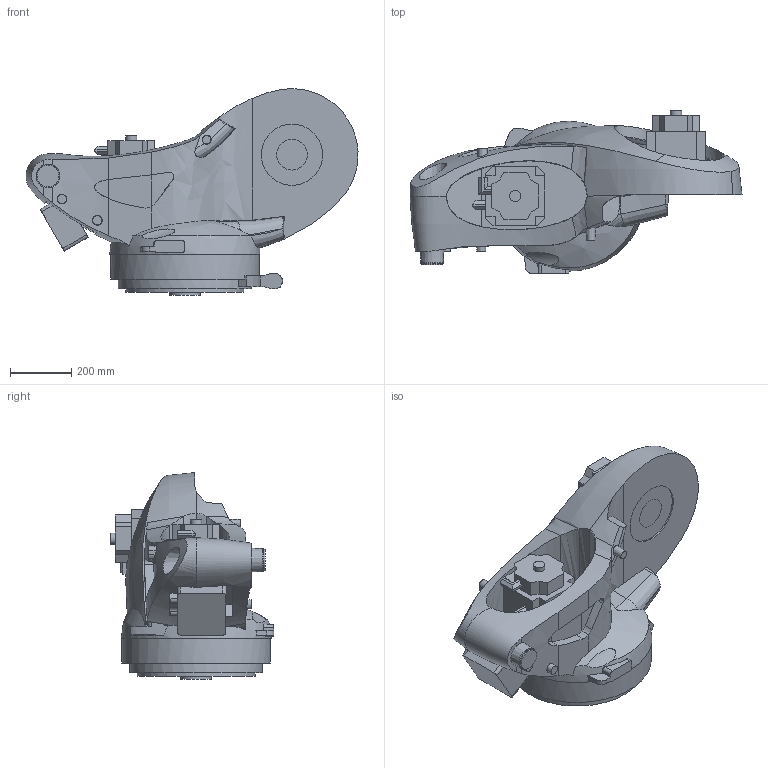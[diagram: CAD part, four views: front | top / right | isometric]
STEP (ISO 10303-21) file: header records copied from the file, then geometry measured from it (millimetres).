
FILE_DESCRIPTION(/* description */ (''),/* implementation_level */ '2;1');
FILE_NAME(/* name */ 'KR 210 Link1_ipt_ac6411c6.STEP',/* time_stamp */ '2017-12-21T04:39:58-05:00',/* author */ ('Jerrar'),/* organization */ (''),/* preprocessor_version */ 'ST-DEVELOPER v16.13',/* originating_system */ 'Autodesk Inventor 2018',/* authorisation */ '');
FILE_SCHEMA (('AUTOMOTIVE_DESIGN { 1 0 10303 214 3 1 1 }'));
Length unit declared in the file: millimetre
Products named in the file (1): KR 210 Link1
Bounding box: 1084.46 x 535 x 675.21 mm (x, y, z)
Volume: 90924942.6 mm3; surface area: 3008393.4 mm2
Topology: 4 solids, 4 shells, 337 faces, 892 edges, 584 vertices
Faces by surface type: plane 205, bspline 61, cylinder 38, cone 29, sphere 3, torus 1
Full cylindrical faces by diameter (mm): 37 x2, 70 x1, 75.187 x1, 100 x5, 200 x1, 386 x1, 434 x1, 485 x1, 490 x1
Entity records: 21626 total; most frequent: CARTESIAN_POINT 13523, ORIENTED_EDGE 1716, DIRECTION 1351, EDGE_CURVE 858, VERTEX_POINT 571, LINE 503, VECTOR 503, AXIS2_PLACEMENT_3D 424
